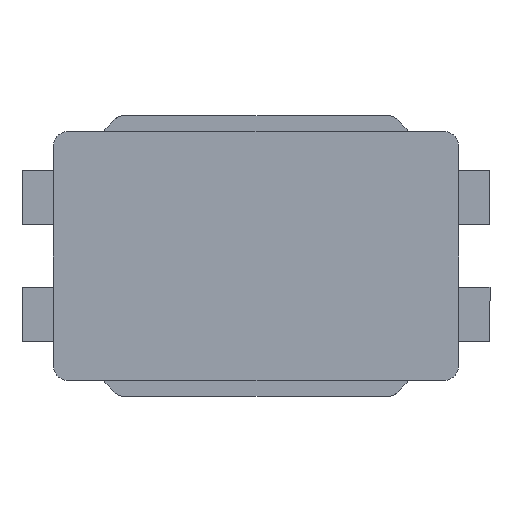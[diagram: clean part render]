
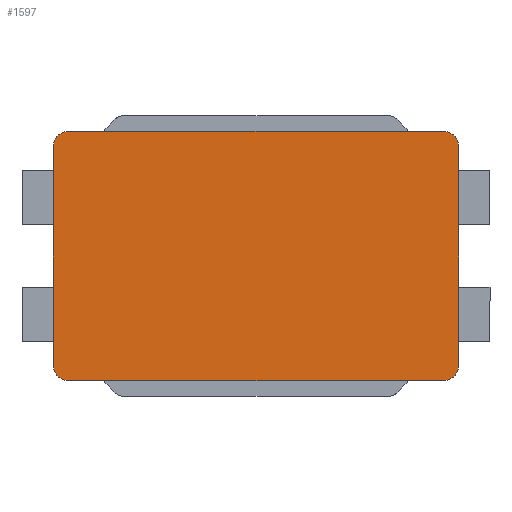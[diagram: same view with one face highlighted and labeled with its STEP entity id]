
A CAD part, front view. The second image highlights one B-rep face of the part: STEP entity #1597.
In plain terms, the highlighted planar face has unit normal (0, -1, 0).
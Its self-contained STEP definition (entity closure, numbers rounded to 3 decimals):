
#7 = PLANE ( 'NONE',  #2333 ) ;
#9 = CARTESIAN_POINT ( 'NONE',  ( 1.2, 0., -0.7 ) ) ;
#59 = VERTEX_POINT ( 'NONE', #2382 ) ;
#107 = LINE ( 'NONE', #534, #958 ) ;
#138 = CARTESIAN_POINT ( 'NONE',  ( -1.2, 0., 0.8 ) ) ;
#172 = ORIENTED_EDGE ( 'NONE', *, *, #1019, .T. ) ;
#174 = DIRECTION ( 'NONE',  ( 0., -1., 0. ) ) ;
#183 = CARTESIAN_POINT ( 'NONE',  ( -1.3, 0., 0.7 ) ) ;
#319 = CARTESIAN_POINT ( 'NONE',  ( 1.2, 0., 0.7 ) ) ;
#320 = ORIENTED_EDGE ( 'NONE', *, *, #1392, .T. ) ;
#326 = DIRECTION ( 'NONE',  ( 0., 0., -1. ) ) ;
#339 = ORIENTED_EDGE ( 'NONE', *, *, #1279, .T. ) ;
#345 = EDGE_CURVE ( 'NONE', #2045, #2413, #2387, .T. ) ;
#448 = LINE ( 'NONE', #1197, #1400 ) ;
#465 = DIRECTION ( 'NONE',  ( 0., 0., 1. ) ) ;
#532 = CARTESIAN_POINT ( 'NONE',  ( 1.2, 0., 0.8 ) ) ;
#534 = CARTESIAN_POINT ( 'NONE',  ( -1.3, 0., 0.8 ) ) ;
#549 = CIRCLE ( 'NONE', #1111, 0.1 ) ;
#627 = ORIENTED_EDGE ( 'NONE', *, *, #1173, .F. ) ;
#640 = VERTEX_POINT ( 'NONE', #138 ) ;
#658 = EDGE_CURVE ( 'NONE', #640, #2413, #107, .T. ) ;
#782 = CARTESIAN_POINT ( 'NONE',  ( 1.3, 0., 0.7 ) ) ;
#794 = DIRECTION ( 'NONE',  ( 0., 0., -1. ) ) ;
#829 = ORIENTED_EDGE ( 'NONE', *, *, #658, .F. ) ;
#850 = LINE ( 'NONE', #1226, #2208 ) ;
#872 = ORIENTED_EDGE ( 'NONE', *, *, #1983, .T. ) ;
#880 = DIRECTION ( 'NONE',  ( 1., 0., 0. ) ) ;
#905 = VERTEX_POINT ( 'NONE', #2134 ) ;
#919 = AXIS2_PLACEMENT_3D ( 'NONE', #972, #2154, #794 ) ;
#942 = CARTESIAN_POINT ( 'NONE',  ( 0., 0., 0. ) ) ;
#947 = DIRECTION ( 'NONE',  ( 0., 0., -1. ) ) ;
#958 = VECTOR ( 'NONE', #880, 1000. ) ;
#969 = AXIS2_PLACEMENT_3D ( 'NONE', #2425, #174, #947 ) ;
#972 = CARTESIAN_POINT ( 'NONE',  ( -1.2, 0., -0.7 ) ) ;
#1011 = ORIENTED_EDGE ( 'NONE', *, *, #345, .T. ) ;
#1019 = EDGE_CURVE ( 'NONE', #59, #2376, #1666, .T. ) ;
#1089 = CIRCLE ( 'NONE', #969, 0.1 ) ;
#1111 = AXIS2_PLACEMENT_3D ( 'NONE', #9, #1918, #2115 ) ;
#1173 = EDGE_CURVE ( 'NONE', #2269, #2013, #448, .T. ) ;
#1197 = CARTESIAN_POINT ( 'NONE',  ( -1.3, 0., -0.8 ) ) ;
#1226 = CARTESIAN_POINT ( 'NONE',  ( 1.3, 0., -0.8 ) ) ;
#1279 = EDGE_CURVE ( 'NONE', #640, #2013, #1089, .T. ) ;
#1357 = DIRECTION ( 'NONE',  ( 0., 0., 1. ) ) ;
#1392 = EDGE_CURVE ( 'NONE', #2269, #59, #2012, .T. ) ;
#1400 = VECTOR ( 'NONE', #1357, 1000. ) ;
#1410 = EDGE_CURVE ( 'NONE', #905, #2045, #850, .T. ) ;
#1449 = EDGE_LOOP ( 'NONE', ( #2356, #1011, #829, #339, #627, #320, #172, #872 ) ) ;
#1501 = CARTESIAN_POINT ( 'NONE',  ( 1.2, 0., -0.8 ) ) ;
#1517 = DIRECTION ( 'NONE',  ( 0., 0., -1. ) ) ;
#1597 = ADVANCED_FACE ( 'NONE', ( #2140 ), #7, .T. ) ;
#1666 = LINE ( 'NONE', #2022, #2199 ) ;
#1720 = DIRECTION ( 'NONE',  ( 0., -1., 0. ) ) ;
#1819 = DIRECTION ( 'NONE',  ( 1., 0., 0. ) ) ;
#1918 = DIRECTION ( 'NONE',  ( 0., -1., 0. ) ) ;
#1983 = EDGE_CURVE ( 'NONE', #2376, #905, #549, .T. ) ;
#2012 = CIRCLE ( 'NONE', #919, 0.1 ) ;
#2013 = VERTEX_POINT ( 'NONE', #183 ) ;
#2022 = CARTESIAN_POINT ( 'NONE',  ( -1.3, 0., -0.8 ) ) ;
#2045 = VERTEX_POINT ( 'NONE', #782 ) ;
#2047 = CARTESIAN_POINT ( 'NONE',  ( -1.3, 0., -0.7 ) ) ;
#2115 = DIRECTION ( 'NONE',  ( 0., 0., -1. ) ) ;
#2134 = CARTESIAN_POINT ( 'NONE',  ( 1.3, 0., -0.7 ) ) ;
#2140 = FACE_OUTER_BOUND ( 'NONE', #1449, .T. ) ;
#2154 = DIRECTION ( 'NONE',  ( 0., -1., 0. ) ) ;
#2199 = VECTOR ( 'NONE', #1819, 1000. ) ;
#2208 = VECTOR ( 'NONE', #465, 1000. ) ;
#2233 = DIRECTION ( 'NONE',  ( 0., -1., 0. ) ) ;
#2269 = VERTEX_POINT ( 'NONE', #2047 ) ;
#2333 = AXIS2_PLACEMENT_3D ( 'NONE', #942, #1720, #1517 ) ;
#2356 = ORIENTED_EDGE ( 'NONE', *, *, #1410, .T. ) ;
#2376 = VERTEX_POINT ( 'NONE', #1501 ) ;
#2382 = CARTESIAN_POINT ( 'NONE',  ( -1.2, 0., -0.8 ) ) ;
#2387 = CIRCLE ( 'NONE', #2466, 0.1 ) ;
#2413 = VERTEX_POINT ( 'NONE', #532 ) ;
#2425 = CARTESIAN_POINT ( 'NONE',  ( -1.2, 0., 0.7 ) ) ;
#2466 = AXIS2_PLACEMENT_3D ( 'NONE', #319, #2233, #326 ) ;
